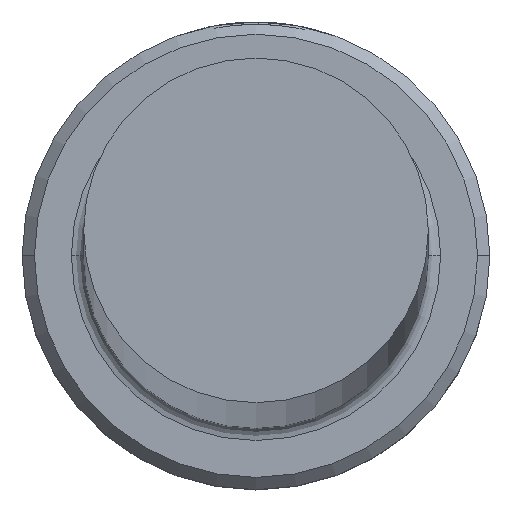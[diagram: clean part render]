
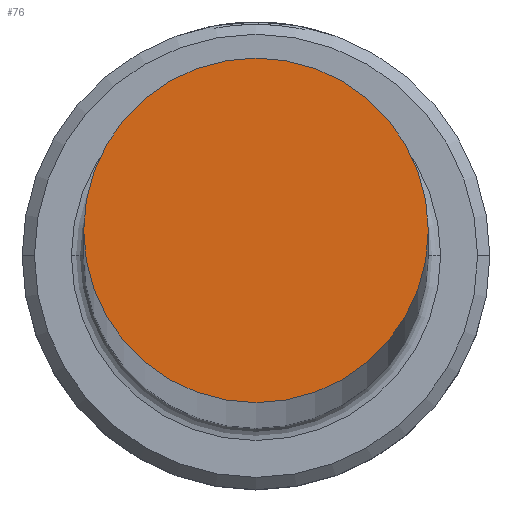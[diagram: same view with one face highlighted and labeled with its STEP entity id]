
A CAD part, top view. The second image highlights one B-rep face of the part: STEP entity #76.
In plain terms, the highlighted planar face has unit normal (0, 0, 1).
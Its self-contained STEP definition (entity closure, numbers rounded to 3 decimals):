
#15 = DIRECTION ( 'NONE',  ( 1., 0., 0. ) ) ;
#29 = DIRECTION ( 'NONE',  ( 0., 0., 1. ) ) ;
#30 = VERTEX_POINT ( 'NONE', #678 ) ;
#76 = ADVANCED_FACE ( 'NONE', ( #409 ), #206, .T. ) ;
#126 = CARTESIAN_POINT ( 'NONE',  ( 0., 0., 600. ) ) ;
#168 = VERTEX_POINT ( 'NONE', #340 ) ;
#179 = EDGE_CURVE ( 'NONE', #30, #168, #313, .T. ) ;
#202 = DIRECTION ( 'NONE',  ( 1., 0., 0. ) ) ;
#206 = PLANE ( 'NONE',  #802 ) ;
#233 = EDGE_CURVE ( 'NONE', #168, #30, #293, .T. ) ;
#247 = DIRECTION ( 'NONE',  ( 0., 0., 1. ) ) ;
#293 = CIRCLE ( 'NONE', #991, 7. ) ;
#298 = CARTESIAN_POINT ( 'NONE',  ( 0., 0., 600. ) ) ;
#313 = CIRCLE ( 'NONE', #853, 7. ) ;
#340 = CARTESIAN_POINT ( 'NONE',  ( 7., 0., 600. ) ) ;
#409 = FACE_OUTER_BOUND ( 'NONE', #684, .T. ) ;
#431 = CARTESIAN_POINT ( 'NONE',  ( 0., 0., 600. ) ) ;
#569 = DIRECTION ( 'NONE',  ( 0., 0., 1. ) ) ;
#678 = CARTESIAN_POINT ( 'NONE',  ( -7., 0., 600. ) ) ;
#684 = EDGE_LOOP ( 'NONE', ( #886, #863 ) ) ;
#802 = AXIS2_PLACEMENT_3D ( 'NONE', #298, #569, #202 ) ;
#853 = AXIS2_PLACEMENT_3D ( 'NONE', #431, #247, #980 ) ;
#863 = ORIENTED_EDGE ( 'NONE', *, *, #233, .T. ) ;
#886 = ORIENTED_EDGE ( 'NONE', *, *, #179, .T. ) ;
#980 = DIRECTION ( 'NONE',  ( 1., 0., 0. ) ) ;
#991 = AXIS2_PLACEMENT_3D ( 'NONE', #126, #29, #15 ) ;
